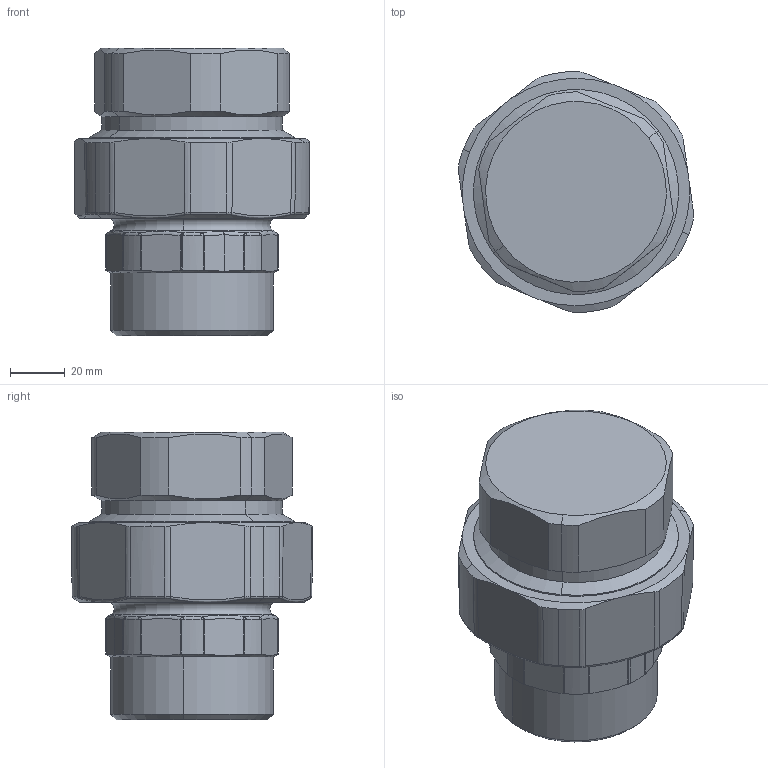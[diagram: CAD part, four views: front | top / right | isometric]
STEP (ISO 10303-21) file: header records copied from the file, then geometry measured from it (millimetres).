
FILE_DESCRIPTION(('CATIA V5 STEP Exchange'),'2;1');
FILE_NAME('STEP_588090_-_TST.stp','2019-11-29T08:06:27+00:00',('none'),('none'),'CATIA Version 5-6 Release 2016 SP4','CATIA V5 STEP AP203','none');
FILE_SCHEMA(('CONFIG_CONTROL_DESIGN'));
Length unit declared in the file: millimetre
Products named in the file (1): 588090 - TST
Bounding box: 85.96 x 87.95 x 105.04 mm (x, y, z)
Volume: 414364.3 mm3; surface area: 34777 mm2
Topology: 1 solids, 1 shells, 204 faces, 512 edges, 294 vertices
Faces by surface type: bspline 78, cylinder 42, cone 38, plane 26, torus 18, sphere 2
Entity records: 9271 total; most frequent: CARTESIAN_POINT 5533, ORIENTED_EDGE 988, EDGE_CURVE 494, DIRECTION 363, VERTEX_POINT 294, B_SPLINE_CURVE_WITH_KNOTS 289, EDGE_LOOP 206, ADVANCED_FACE 204
